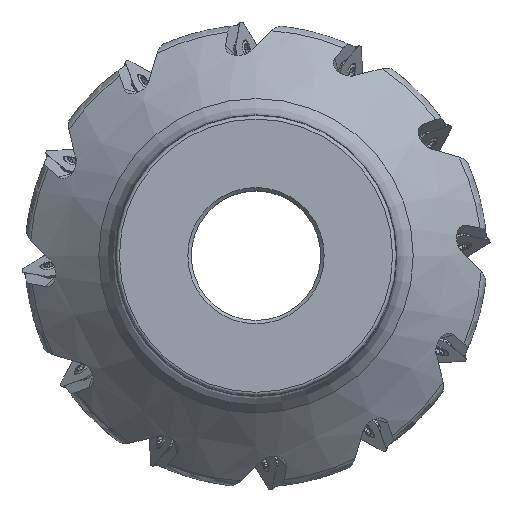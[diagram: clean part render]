
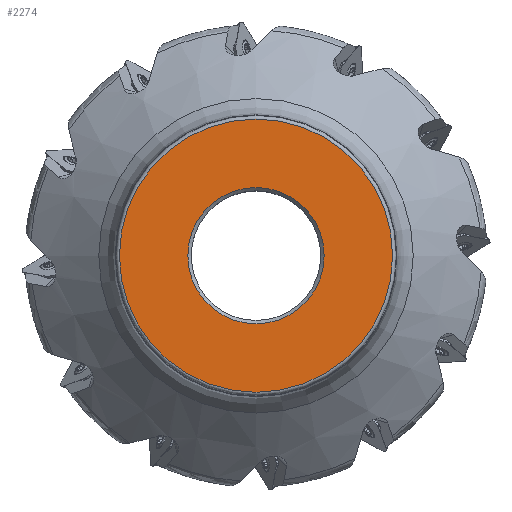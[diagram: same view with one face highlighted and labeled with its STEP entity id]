
A CAD part, top view. The second image highlights one B-rep face of the part: STEP entity #2274.
In plain terms, the highlighted planar face has unit normal (0, 0, 1).
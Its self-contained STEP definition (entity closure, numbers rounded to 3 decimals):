
#2274=ADVANCED_FACE('SU_1',(#4526,#4527),#3318,.F.);
#3318=PLANE('',#23624);
#4077=CIRCLE('',#23622,40.193);
#4078=CIRCLE('',#23623,20.056);
#4526=FACE_BOUND('',#5036,.T.);
#4527=FACE_BOUND('',#5037,.T.);
#5036=EDGE_LOOP('',(#9471));
#5037=EDGE_LOOP('',(#9472));
#9471=ORIENTED_EDGE('',*,*,#18223,.T.);
#9472=ORIENTED_EDGE('',*,*,#18224,.F.);
#15686=VERTEX_POINT('',#38025);
#15687=VERTEX_POINT('',#38027);
#18223=EDGE_CURVE('',#15686,#15686,#4077,.T.);
#18224=EDGE_CURVE('',#15687,#15687,#4078,.T.);
#23622=AXIS2_PLACEMENT_3D('',#38024,#26862,#26863);
#23623=AXIS2_PLACEMENT_3D('',#38026,#26864,#26865);
#23624=AXIS2_PLACEMENT_3D('',#38028,#26866,#26867);
#26862=DIRECTION('',(0.,0.,1.));
#26863=DIRECTION('',(1.,0.,0.));
#26864=DIRECTION('',(0.,0.,1.));
#26865=DIRECTION('',(1.,0.,0.));
#26866=DIRECTION('',(0.,0.,-1.));
#26867=DIRECTION('',(-1.,0.,0.));
#38024=CARTESIAN_POINT('',(0.,0.,0.));
#38025=CARTESIAN_POINT('',(40.193,0.,0.));
#38026=CARTESIAN_POINT('',(0.,0.,0.));
#38027=CARTESIAN_POINT('',(20.056,0.,0.));
#38028=CARTESIAN_POINT('',(-41.193,0.,0.));
